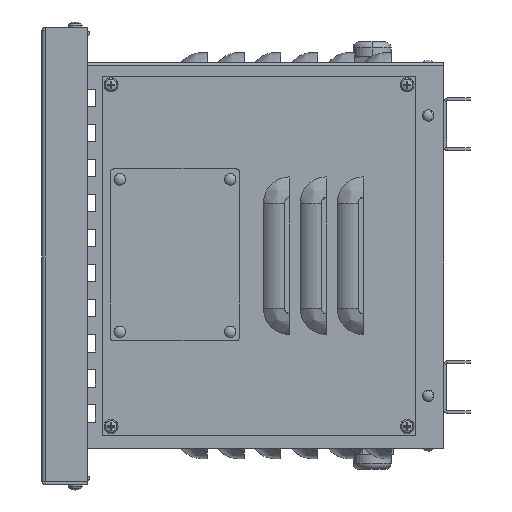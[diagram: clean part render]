
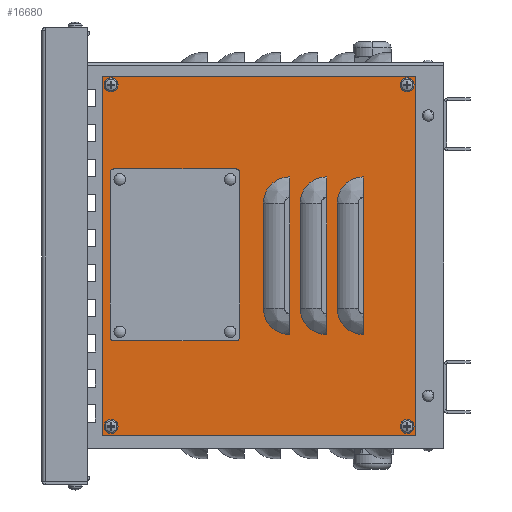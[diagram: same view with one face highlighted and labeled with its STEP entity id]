
A CAD part, left-side view. The second image highlights one B-rep face of the part: STEP entity #16680.
In plain terms, the highlighted face is planar.
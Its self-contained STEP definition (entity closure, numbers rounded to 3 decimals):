
#543=FACE_BOUND('',#3759,.T.);
#544=FACE_BOUND('',#3760,.T.);
#545=FACE_BOUND('',#3761,.T.);
#546=FACE_BOUND('',#3762,.T.);
#547=FACE_BOUND('',#3763,.T.);
#548=FACE_BOUND('',#3764,.T.);
#549=FACE_BOUND('',#3765,.T.);
#550=FACE_BOUND('',#3766,.T.);
#551=FACE_BOUND('',#3767,.T.);
#552=FACE_BOUND('',#3768,.T.);
#553=FACE_BOUND('',#3769,.T.);
#1065=PLANE('',#18266);
#2700=FACE_OUTER_BOUND('',#3758,.T.);
#3758=EDGE_LOOP('',(#15396,#15397,#15398,#15399));
#3759=EDGE_LOOP('',(#15400,#15401,#15402,#15403,#15404,#15405));
#3760=EDGE_LOOP('',(#15406,#15407,#15408,#15409,#15410,#15411));
#3761=EDGE_LOOP('',(#15412,#15413,#15414,#15415,#15416,#15417));
#3762=EDGE_LOOP('',(#15418));
#3763=EDGE_LOOP('',(#15419));
#3764=EDGE_LOOP('',(#15420));
#3765=EDGE_LOOP('',(#15421));
#3766=EDGE_LOOP('',(#15422));
#3767=EDGE_LOOP('',(#15423));
#3768=EDGE_LOOP('',(#15424));
#3769=EDGE_LOOP('',(#15425));
#5280=LINE('',#27955,#6833);
#5291=LINE('',#28009,#6844);
#5299=LINE('',#28084,#6852);
#5301=LINE('',#28088,#6854);
#5302=LINE('',#28089,#6855);
#5304=LINE('',#28126,#6857);
#5306=LINE('',#28130,#6859);
#5307=LINE('',#28131,#6860);
#5316=LINE('',#28158,#6869);
#5319=LINE('',#28167,#6872);
#5321=LINE('',#28174,#6874);
#5323=LINE('',#28226,#6876);
#5332=LINE('',#28279,#6885);
#5336=LINE('',#28287,#6889);
#5339=LINE('',#28293,#6892);
#5342=LINE('',#28298,#6895);
#6833=VECTOR('',#22250,10.);
#6844=VECTOR('',#22287,10.);
#6852=VECTOR('',#22331,10.);
#6854=VECTOR('',#22337,10.);
#6855=VECTOR('',#22338,10.);
#6857=VECTOR('',#22358,10.);
#6859=VECTOR('',#22364,10.);
#6860=VECTOR('',#22365,10.);
#6869=VECTOR('',#22390,10.);
#6872=VECTOR('',#22399,10.);
#6874=VECTOR('',#22405,10.);
#6876=VECTOR('',#22427,10.);
#6885=VECTOR('',#22488,10.);
#6889=VECTOR('',#22494,10.);
#6892=VECTOR('',#22499,10.);
#6895=VECTOR('',#22504,10.);
#7470=CIRCLE('',#18192,15.);
#7476=CIRCLE('',#18198,15.);
#7478=CIRCLE('',#18203,15.);
#7484=CIRCLE('',#18209,15.);
#7496=CIRCLE('',#18230,15.);
#7500=CIRCLE('',#18234,15.);
#7502=CIRCLE('',#18239,1.9);
#7504=CIRCLE('',#18242,1.9);
#7506=CIRCLE('',#18245,1.9);
#7508=CIRCLE('',#18248,1.9);
#7510=CIRCLE('',#18251,1.5);
#7512=CIRCLE('',#18254,1.5);
#7514=CIRCLE('',#18257,1.5);
#7516=CIRCLE('',#18260,1.5);
#8801=VERTEX_POINT('',#27948);
#8803=VERTEX_POINT('',#27954);
#8813=VERTEX_POINT('',#28002);
#8815=VERTEX_POINT('',#28008);
#8821=VERTEX_POINT('',#28057);
#8823=VERTEX_POINT('',#28060);
#8826=VERTEX_POINT('',#28075);
#8828=VERTEX_POINT('',#28079);
#8829=VERTEX_POINT('',#28099);
#8831=VERTEX_POINT('',#28102);
#8834=VERTEX_POINT('',#28117);
#8836=VERTEX_POINT('',#28121);
#8841=VERTEX_POINT('',#28140);
#8844=VERTEX_POINT('',#28147);
#8849=VERTEX_POINT('',#28166);
#8852=VERTEX_POINT('',#28172);
#8853=VERTEX_POINT('',#28205);
#8856=VERTEX_POINT('',#28220);
#8858=VERTEX_POINT('',#28231);
#8860=VERTEX_POINT('',#28237);
#8862=VERTEX_POINT('',#28243);
#8864=VERTEX_POINT('',#28249);
#8866=VERTEX_POINT('',#28255);
#8868=VERTEX_POINT('',#28261);
#8870=VERTEX_POINT('',#28267);
#8872=VERTEX_POINT('',#28273);
#8873=VERTEX_POINT('',#28277);
#8874=VERTEX_POINT('',#28278);
#8877=VERTEX_POINT('',#28286);
#8879=VERTEX_POINT('',#28292);
#10951=EDGE_CURVE('',#8803,#8801,#5280,.T.);
#10970=EDGE_CURVE('',#8815,#8813,#5291,.T.);
#10984=EDGE_CURVE('',#8823,#8821,#7470,.T.);
#10990=EDGE_CURVE('',#8826,#8828,#7476,.T.);
#10992=EDGE_CURVE('',#8821,#8826,#5299,.T.);
#10994=EDGE_CURVE('',#8828,#8803,#5301,.T.);
#10995=EDGE_CURVE('',#8801,#8823,#5302,.T.);
#10997=EDGE_CURVE('',#8831,#8829,#7478,.T.);
#11003=EDGE_CURVE('',#8834,#8836,#7484,.T.);
#11005=EDGE_CURVE('',#8829,#8834,#5304,.T.);
#11007=EDGE_CURVE('',#8836,#8815,#5306,.T.);
#11008=EDGE_CURVE('',#8813,#8831,#5307,.T.);
#11021=EDGE_CURVE('',#8844,#8841,#5316,.T.);
#11026=EDGE_CURVE('',#8849,#8844,#5319,.T.);
#11030=EDGE_CURVE('',#8841,#8852,#5321,.T.);
#11034=EDGE_CURVE('',#8852,#8853,#7496,.T.);
#11038=EDGE_CURVE('',#8856,#8849,#7500,.T.);
#11040=EDGE_CURVE('',#8853,#8856,#5323,.T.);
#11043=EDGE_CURVE('',#8858,#8858,#7502,.T.);
#11046=EDGE_CURVE('',#8860,#8860,#7504,.T.);
#11049=EDGE_CURVE('',#8862,#8862,#7506,.T.);
#11052=EDGE_CURVE('',#8864,#8864,#7508,.T.);
#11055=EDGE_CURVE('',#8866,#8866,#7510,.T.);
#11058=EDGE_CURVE('',#8868,#8868,#7512,.T.);
#11061=EDGE_CURVE('',#8870,#8870,#7514,.T.);
#11064=EDGE_CURVE('',#8872,#8872,#7516,.T.);
#11065=EDGE_CURVE('',#8873,#8874,#5332,.T.);
#11069=EDGE_CURVE('',#8874,#8877,#5336,.T.);
#11072=EDGE_CURVE('',#8877,#8879,#5339,.T.);
#11075=EDGE_CURVE('',#8879,#8873,#5342,.T.);
#15396=ORIENTED_EDGE('',*,*,#11065,.F.);
#15397=ORIENTED_EDGE('',*,*,#11075,.F.);
#15398=ORIENTED_EDGE('',*,*,#11072,.F.);
#15399=ORIENTED_EDGE('',*,*,#11069,.F.);
#15400=ORIENTED_EDGE('',*,*,#10990,.T.);
#15401=ORIENTED_EDGE('',*,*,#10994,.T.);
#15402=ORIENTED_EDGE('',*,*,#10951,.T.);
#15403=ORIENTED_EDGE('',*,*,#10995,.T.);
#15404=ORIENTED_EDGE('',*,*,#10984,.T.);
#15405=ORIENTED_EDGE('',*,*,#10992,.T.);
#15406=ORIENTED_EDGE('',*,*,#11003,.T.);
#15407=ORIENTED_EDGE('',*,*,#11007,.T.);
#15408=ORIENTED_EDGE('',*,*,#10970,.T.);
#15409=ORIENTED_EDGE('',*,*,#11008,.T.);
#15410=ORIENTED_EDGE('',*,*,#10997,.T.);
#15411=ORIENTED_EDGE('',*,*,#11005,.T.);
#15412=ORIENTED_EDGE('',*,*,#11034,.T.);
#15413=ORIENTED_EDGE('',*,*,#11040,.T.);
#15414=ORIENTED_EDGE('',*,*,#11038,.T.);
#15415=ORIENTED_EDGE('',*,*,#11026,.T.);
#15416=ORIENTED_EDGE('',*,*,#11021,.T.);
#15417=ORIENTED_EDGE('',*,*,#11030,.T.);
#15418=ORIENTED_EDGE('',*,*,#11043,.T.);
#15419=ORIENTED_EDGE('',*,*,#11046,.T.);
#15420=ORIENTED_EDGE('',*,*,#11049,.T.);
#15421=ORIENTED_EDGE('',*,*,#11052,.T.);
#15422=ORIENTED_EDGE('',*,*,#11055,.T.);
#15423=ORIENTED_EDGE('',*,*,#11058,.T.);
#15424=ORIENTED_EDGE('',*,*,#11061,.T.);
#15425=ORIENTED_EDGE('',*,*,#11064,.T.);
#16680=ADVANCED_FACE('',(#2700,#543,#544,#545,#546,#547,#548,#549,#550,
#551,#552,#553),#1065,.T.);
#18192=AXIS2_PLACEMENT_3D('',#28061,#22314,#22315);
#18198=AXIS2_PLACEMENT_3D('',#28081,#22326,#22327);
#18203=AXIS2_PLACEMENT_3D('',#28103,#22341,#22342);
#18209=AXIS2_PLACEMENT_3D('',#28123,#22353,#22354);
#18230=AXIS2_PLACEMENT_3D('',#28208,#22414,#22415);
#18234=AXIS2_PLACEMENT_3D('',#28223,#22422,#22423);
#18239=AXIS2_PLACEMENT_3D('',#28233,#22435,#22436);
#18242=AXIS2_PLACEMENT_3D('',#28239,#22442,#22443);
#18245=AXIS2_PLACEMENT_3D('',#28245,#22449,#22450);
#18248=AXIS2_PLACEMENT_3D('',#28251,#22456,#22457);
#18251=AXIS2_PLACEMENT_3D('',#28257,#22463,#22464);
#18254=AXIS2_PLACEMENT_3D('',#28263,#22470,#22471);
#18257=AXIS2_PLACEMENT_3D('',#28269,#22477,#22478);
#18260=AXIS2_PLACEMENT_3D('',#28275,#22484,#22485);
#18266=AXIS2_PLACEMENT_3D('',#28301,#22508,#22509);
#22250=DIRECTION('',(0.,0.,1.));
#22287=DIRECTION('',(0.,0.,1.));
#22314=DIRECTION('center_axis',(0.,-1.,0.));
#22315=DIRECTION('ref_axis',(0.,0.,1.));
#22326=DIRECTION('center_axis',(0.,-1.,0.));
#22327=DIRECTION('ref_axis',(0.,0.,-1.));
#22331=DIRECTION('',(0.,0.,-1.));
#22337=DIRECTION('',(0.,0.,1.));
#22338=DIRECTION('',(0.,0.,1.));
#22341=DIRECTION('center_axis',(0.,-1.,0.));
#22342=DIRECTION('ref_axis',(0.,0.,1.));
#22353=DIRECTION('center_axis',(0.,-1.,0.));
#22354=DIRECTION('ref_axis',(0.,0.,-1.));
#22358=DIRECTION('',(0.,0.,-1.));
#22364=DIRECTION('',(0.,0.,1.));
#22365=DIRECTION('',(0.,0.,1.));
#22390=DIRECTION('',(0.,0.,1.));
#22399=DIRECTION('',(0.,0.,1.));
#22405=DIRECTION('',(0.,0.,1.));
#22414=DIRECTION('center_axis',(0.,-1.,0.));
#22415=DIRECTION('ref_axis',(0.,0.,1.));
#22422=DIRECTION('center_axis',(0.,-1.,0.));
#22423=DIRECTION('ref_axis',(0.,0.,-1.));
#22427=DIRECTION('',(0.,0.,-1.));
#22435=DIRECTION('center_axis',(0.,-1.,0.));
#22436=DIRECTION('ref_axis',(1.,0.,0.));
#22442=DIRECTION('center_axis',(0.,-1.,0.));
#22443=DIRECTION('ref_axis',(1.,0.,0.));
#22449=DIRECTION('center_axis',(0.,-1.,0.));
#22450=DIRECTION('ref_axis',(1.,0.,0.));
#22456=DIRECTION('center_axis',(0.,-1.,0.));
#22457=DIRECTION('ref_axis',(1.,0.,0.));
#22463=DIRECTION('center_axis',(0.,-1.,0.));
#22464=DIRECTION('ref_axis',(1.,0.,0.));
#22470=DIRECTION('center_axis',(0.,-1.,0.));
#22471=DIRECTION('ref_axis',(1.,0.,0.));
#22477=DIRECTION('center_axis',(0.,-1.,0.));
#22478=DIRECTION('ref_axis',(1.,0.,0.));
#22484=DIRECTION('center_axis',(0.,-1.,0.));
#22485=DIRECTION('ref_axis',(1.,0.,0.));
#22488=DIRECTION('',(0.,0.,1.));
#22494=DIRECTION('',(-1.,0.,0.));
#22499=DIRECTION('',(0.,0.,-1.));
#22504=DIRECTION('',(1.,0.,0.));
#22508=DIRECTION('center_axis',(0.,1.,0.));
#22509=DIRECTION('ref_axis',(0.,0.,1.));
#27948=CARTESIAN_POINT('',(-72.,2.,146.454));
#27954=CARTESIAN_POINT('',(-72.,2.,58.546));
#27955=CARTESIAN_POINT('',(-72.,2.,117.5));
#28002=CARTESIAN_POINT('',(-51.,2.,146.454));
#28008=CARTESIAN_POINT('',(-51.,2.,58.546));
#28009=CARTESIAN_POINT('',(-51.,2.,117.5));
#28057=CARTESIAN_POINT('',(-87.,2.,132.5));
#28060=CARTESIAN_POINT('',(-72.,2.,147.5));
#28061=CARTESIAN_POINT('Origin',(-72.,2.,132.5));
#28075=CARTESIAN_POINT('',(-87.,2.,72.5));
#28079=CARTESIAN_POINT('',(-72.,2.,57.5));
#28081=CARTESIAN_POINT('Origin',(-72.,2.,72.5));
#28084=CARTESIAN_POINT('',(-87.,2.,72.5));
#28088=CARTESIAN_POINT('',(-72.,2.,117.5));
#28089=CARTESIAN_POINT('',(-72.,2.,117.5));
#28099=CARTESIAN_POINT('',(-66.,2.,132.5));
#28102=CARTESIAN_POINT('',(-51.,2.,147.5));
#28103=CARTESIAN_POINT('Origin',(-51.,2.,132.5));
#28117=CARTESIAN_POINT('',(-66.,2.,72.5));
#28121=CARTESIAN_POINT('',(-51.,2.,57.5));
#28123=CARTESIAN_POINT('Origin',(-51.,2.,72.5));
#28126=CARTESIAN_POINT('',(-66.,2.,72.5));
#28130=CARTESIAN_POINT('',(-51.,2.,117.5));
#28131=CARTESIAN_POINT('',(-51.,2.,117.5));
#28140=CARTESIAN_POINT('',(-30.,2.,146.454));
#28147=CARTESIAN_POINT('',(-30.,2.,58.546));
#28158=CARTESIAN_POINT('',(-30.,2.,83.75));
#28166=CARTESIAN_POINT('',(-30.,2.,57.5));
#28167=CARTESIAN_POINT('',(-30.,2.,83.75));
#28172=CARTESIAN_POINT('',(-30.,2.,147.5));
#28174=CARTESIAN_POINT('',(-30.,2.,83.75));
#28205=CARTESIAN_POINT('',(-45.,2.,132.5));
#28208=CARTESIAN_POINT('Origin',(-30.,2.,132.5));
#28220=CARTESIAN_POINT('',(-45.,2.,72.5));
#28223=CARTESIAN_POINT('Origin',(-30.,2.,72.5));
#28226=CARTESIAN_POINT('',(-45.,2.,87.5));
#28231=CARTESIAN_POINT('',(-6.9,2.,200.));
#28233=CARTESIAN_POINT('Origin',(-5.,2.,200.));
#28237=CARTESIAN_POINT('',(-6.9,2.,5.));
#28239=CARTESIAN_POINT('Origin',(-5.,2.,5.));
#28243=CARTESIAN_POINT('',(-175.9,2.,200.));
#28245=CARTESIAN_POINT('Origin',(-174.,2.,200.));
#28249=CARTESIAN_POINT('',(-175.9,2.,5.));
#28251=CARTESIAN_POINT('Origin',(-174.,2.,5.));
#28255=CARTESIAN_POINT('',(-107.5,2.,59.));
#28257=CARTESIAN_POINT('Origin',(-106.,2.,59.));
#28261=CARTESIAN_POINT('',(-107.5,2.,146.));
#28263=CARTESIAN_POINT('Origin',(-106.,2.,146.));
#28267=CARTESIAN_POINT('',(-170.5,2.,146.));
#28269=CARTESIAN_POINT('Origin',(-169.,2.,146.));
#28273=CARTESIAN_POINT('',(-170.5,2.,59.));
#28275=CARTESIAN_POINT('Origin',(-169.,2.,59.));
#28277=CARTESIAN_POINT('',(0.,2.,0.));
#28278=CARTESIAN_POINT('',(0.,2.,205.));
#28279=CARTESIAN_POINT('',(0.,2.,205.));
#28286=CARTESIAN_POINT('',(-179.,2.,205.));
#28287=CARTESIAN_POINT('',(-179.,2.,205.));
#28292=CARTESIAN_POINT('',(-179.,2.,0.));
#28293=CARTESIAN_POINT('',(-179.,2.,0.));
#28298=CARTESIAN_POINT('',(0.,2.,0.));
#28301=CARTESIAN_POINT('Origin',(-89.5,2.,102.5));
